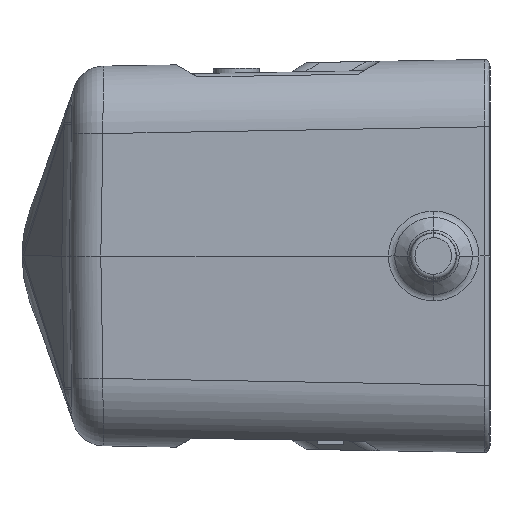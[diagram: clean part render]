
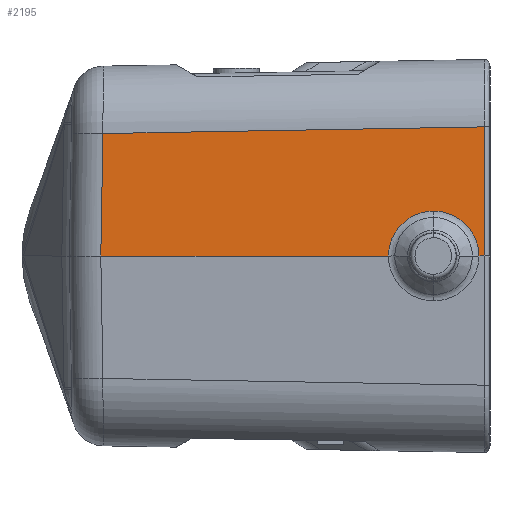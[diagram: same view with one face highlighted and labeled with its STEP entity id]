
A CAD part, left-side view. The second image highlights one B-rep face of the part: STEP entity #2195.
In plain terms, the highlighted planar face has unit normal (-1, 0.018, 0.017).
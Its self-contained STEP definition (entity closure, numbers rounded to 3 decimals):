
#322=PLANE('',#8028);
#808=LINE('',#14201,#1333);
#809=LINE('',#14202,#1334);
#810=LINE('',#14204,#1335);
#1333=VECTOR('',#9488,1.);
#1334=VECTOR('',#9489,1.);
#1335=VECTOR('',#9490,1.);
#1757=FACE_OUTER_BOUND('',#2831,.T.);
#2195=ADVANCED_FACE('',(#1757),#322,.T.);
#2831=EDGE_LOOP('',(#4710,#4711,#4712,#4713,#4714,#4715,#4716));
#4710=ORIENTED_EDGE('',*,*,#6903,.F.);
#4711=ORIENTED_EDGE('',*,*,#6904,.F.);
#4712=ORIENTED_EDGE('',*,*,#6905,.F.);
#4713=ORIENTED_EDGE('',*,*,#6875,.T.);
#4714=ORIENTED_EDGE('',*,*,#6902,.T.);
#4715=ORIENTED_EDGE('',*,*,#6906,.F.);
#4716=ORIENTED_EDGE('',*,*,#6907,.T.);
#5863=VERTEX_POINT('',#13910);
#5873=VERTEX_POINT('',#13953);
#5876=VERTEX_POINT('',#13966);
#5886=VERTEX_POINT('',#14084);
#5890=VERTEX_POINT('',#14195);
#5891=VERTEX_POINT('',#14200);
#5892=VERTEX_POINT('',#14203);
#6875=EDGE_CURVE('',#5873,#5876,#7401,.T.);
#6902=EDGE_CURVE('',#5876,#5886,#7426,.T.);
#6903=EDGE_CURVE('',#5863,#5890,#7427,.T.);
#6904=EDGE_CURVE('',#5891,#5863,#7428,.T.);
#6905=EDGE_CURVE('',#5873,#5891,#808,.T.);
#6906=EDGE_CURVE('',#5892,#5886,#809,.T.);
#6907=EDGE_CURVE('',#5892,#5890,#810,.T.);
#7401=B_SPLINE_CURVE_WITH_KNOTS('',3,(#13967,#13968,#13969,#13970,#13971,
#13972,#13973,#13974,#13975,#13976,#13977,#13978,#13979),.UNSPECIFIED.,
 .F.,.F.,(4,1,1,1,1,1,1,3,4),(0.,0.141,0.283,0.424,
0.566,0.707,0.849,0.99,
1.),.UNSPECIFIED.);
#7426=B_SPLINE_CURVE_WITH_KNOTS('',3,(#14180,#14181,#14182,#14183,#14184,
#14185,#14186,#14187,#14188,#14189),.UNSPECIFIED.,.F.,.F.,(4,1,1,1,1,1,
1,4),(0.,0.143,0.286,0.429,0.571,
0.714,0.857,1.),.UNSPECIFIED.);
#7427=B_SPLINE_CURVE_WITH_KNOTS('',3,(#14191,#14192,#14193,#14194),
 .UNSPECIFIED.,.F.,.F.,(4,4),(0.,1.),.UNSPECIFIED.);
#7428=B_SPLINE_CURVE_WITH_KNOTS('',3,(#14196,#14197,#14198,#14199),
 .UNSPECIFIED.,.F.,.F.,(4,4),(0.,1.),.UNSPECIFIED.);
#8028=AXIS2_PLACEMENT_3D('',#14205,#9491,#9492);
#9488=DIRECTION('',(0.017,1.,0.));
#9489=DIRECTION('',(0.017,1.,0.));
#9490=DIRECTION('',(0.017,0.,1.));
#9491=DIRECTION('',(-1.,0.017,0.017));
#9492=DIRECTION('',(0.017,1.,0.));
#13910=CARTESIAN_POINT('',(-29.027,112.328,13.393));
#13953=CARTESIAN_POINT('',(-29.806,81.112,0.));
#13966=CARTESIAN_POINT('',(-29.807,76.165,4.912));
#13967=CARTESIAN_POINT('',(-29.806,81.112,0.));
#13968=CARTESIAN_POINT('',(-29.8,81.109,0.374));
#13969=CARTESIAN_POINT('',(-29.788,81.02,1.103));
#13970=CARTESIAN_POINT('',(-29.776,80.643,2.16));
#13971=CARTESIAN_POINT('',(-29.771,80.041,3.102));
#13972=CARTESIAN_POINT('',(-29.771,79.244,3.887));
#13973=CARTESIAN_POINT('',(-29.777,78.298,4.473));
#13974=CARTESIAN_POINT('',(-29.789,77.249,4.832));
#13975=CARTESIAN_POINT('',(-29.8,76.532,4.912));
#13976=CARTESIAN_POINT('',(-29.807,76.165,4.912));
#13977=CARTESIAN_POINT('',(-29.807,76.14,4.912));
#13978=CARTESIAN_POINT('',(-29.808,76.114,4.912));
#13979=CARTESIAN_POINT('',(-29.808,76.088,4.912));
#14084=CARTESIAN_POINT('',(-29.979,71.209,0.));
#14180=CARTESIAN_POINT('',(-29.807,76.165,4.912));
#14181=CARTESIAN_POINT('',(-29.813,75.797,4.913));
#14182=CARTESIAN_POINT('',(-29.827,75.077,4.833));
#14183=CARTESIAN_POINT('',(-29.852,74.025,4.474));
#14184=CARTESIAN_POINT('',(-29.878,73.077,3.888));
#14185=CARTESIAN_POINT('',(-29.906,72.28,3.103));
#14186=CARTESIAN_POINT('',(-29.933,71.678,2.16));
#14187=CARTESIAN_POINT('',(-29.958,71.301,1.103));
#14188=CARTESIAN_POINT('',(-29.972,71.212,0.375));
#14189=CARTESIAN_POINT('',(-29.979,71.209,0.));
#14191=CARTESIAN_POINT('',(-29.027,112.328,13.393));
#14192=CARTESIAN_POINT('',(-29.266,98.421,13.636));
#14193=CARTESIAN_POINT('',(-29.504,84.515,13.879));
#14194=CARTESIAN_POINT('',(-29.743,70.608,14.121));
#14195=CARTESIAN_POINT('',(-29.743,70.608,14.121));
#14196=CARTESIAN_POINT('',(-29.257,112.562,0.));
#14197=CARTESIAN_POINT('',(-29.18,112.484,4.464));
#14198=CARTESIAN_POINT('',(-29.104,112.406,8.929));
#14199=CARTESIAN_POINT('',(-29.027,112.328,13.393));
#14200=CARTESIAN_POINT('',(-29.257,112.562,0.));
#14201=CARTESIAN_POINT('',(-29.806,81.112,0.));
#14202=CARTESIAN_POINT('',(-29.989,70.61,0.));
#14203=CARTESIAN_POINT('',(-29.989,70.61,0.));
#14204=CARTESIAN_POINT('',(-29.989,70.61,0.));
#14205=CARTESIAN_POINT('',(-29.607,70.,22.544));
